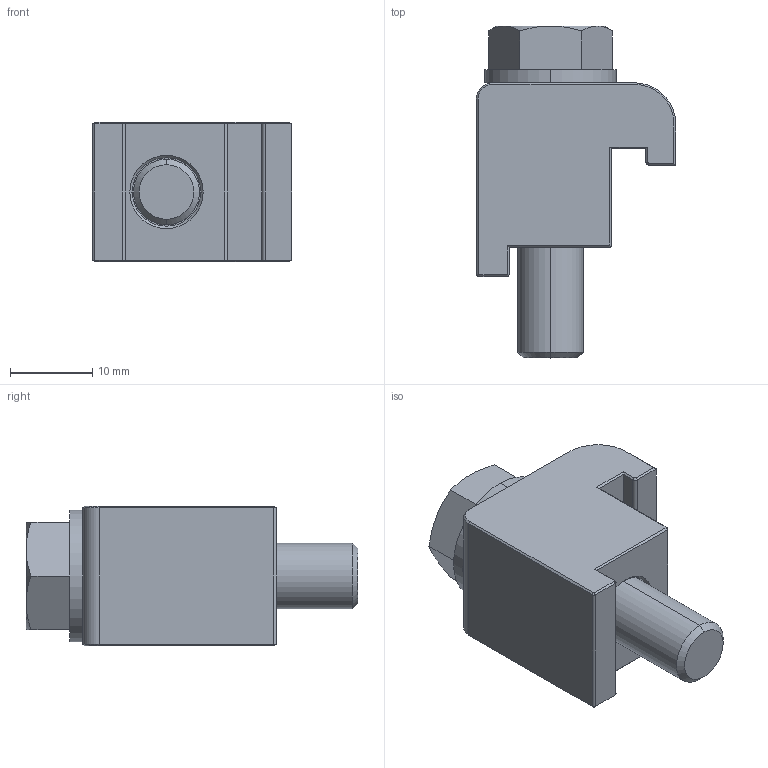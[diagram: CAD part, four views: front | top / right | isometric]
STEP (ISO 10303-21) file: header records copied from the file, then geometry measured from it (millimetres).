
FILE_DESCRIPTION (( 'STEP AP214' ), '1' );
FILE_NAME ('Hositrad_ISO63-CA-Single.STEP', '2015-06-03T15:48:37', ( '' ), ( '' ), 'SwSTEP 2.0', 'SolidWorks 2015', '' );
FILE_SCHEMA (( 'AUTOMOTIVE_DESIGN' ));
Length unit declared in the file: millimetre
Products named in the file (4): hex bolt gradeb_din_ISO 4015 - M8 x 35 x 35-N; plain washer grade a_din_Washer DIN 125 - A 8.4; ISO-63--Clamp-CA; Hositrad_ISO63-CA-Single
Assembly tree (3 placements, depth 2):
  Hositrad_ISO63-CA-Single
    ISO-63--Clamp-CA
    plain washer grade a_din_Washer DIN 125 - A 8.4
    hex bolt gradeb_din_ISO 4015 - M8 x 35 x 35-N
Bounding box: 24.2 x 40.3 x 17 mm (x, y, z)
Volume: 8561.5 mm3; surface area: 4629 mm2
Topology: 3 solids, 3 shells, 81 faces, 180 edges, 106 vertices
Faces by surface type: plane 43, cone 24, cylinder 14
Entity records: 2398 total; most frequent: CARTESIAN_POINT 441, DIRECTION 396, ORIENTED_EDGE 360, EDGE_CURVE 180, AXIS2_PLACEMENT_3D 141, LINE 114, VECTOR 114, VERTEX_POINT 106
